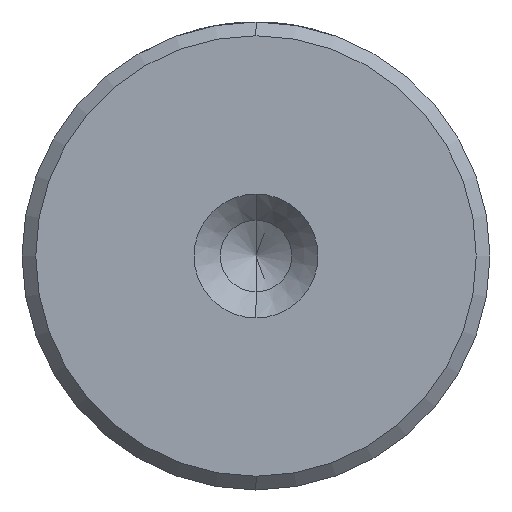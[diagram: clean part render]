
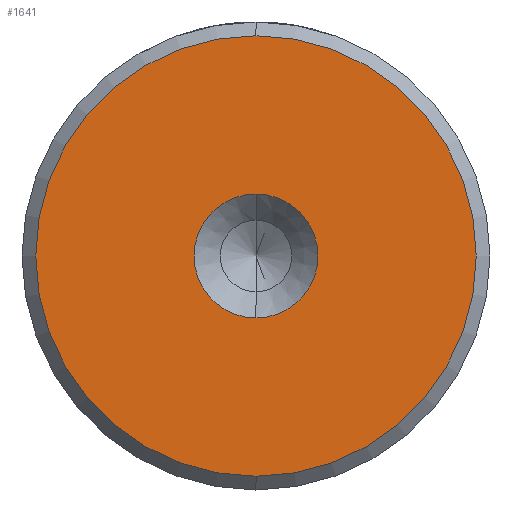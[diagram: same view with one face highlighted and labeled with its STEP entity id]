
A CAD part, left-side view. The second image highlights one B-rep face of the part: STEP entity #1641.
In plain terms, the highlighted planar face has unit normal (-1, 0, 0).
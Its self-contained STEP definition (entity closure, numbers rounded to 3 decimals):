
#52 = VERTEX_POINT ( 'NONE', #300 ) ;
#165 = CARTESIAN_POINT ( 'NONE',  ( 0., 0., 2.25 ) ) ;
#232 = ORIENTED_EDGE ( 'NONE', *, *, #1457, .T. ) ;
#237 = DIRECTION ( 'NONE',  ( 0., 0., 1. ) ) ;
#300 = CARTESIAN_POINT ( 'NONE',  ( 0., 0., -8. ) ) ;
#305 = CIRCLE ( 'NONE', #1960, 2.25 ) ;
#323 = ORIENTED_EDGE ( 'NONE', *, *, #495, .T. ) ;
#332 = CIRCLE ( 'NONE', #1585, 2.25 ) ;
#401 = FACE_OUTER_BOUND ( 'NONE', #1850, .T. ) ;
#446 = DIRECTION ( 'NONE',  ( -1., 0., 0. ) ) ;
#495 = EDGE_CURVE ( 'NONE', #52, #2214, #2138, .T. ) ;
#591 = DIRECTION ( 'NONE',  ( -1., 0., 0. ) ) ;
#643 = DIRECTION ( 'NONE',  ( -1., 0., 0. ) ) ;
#779 = CARTESIAN_POINT ( 'NONE',  ( 0., 0., 0. ) ) ;
#782 = DIRECTION ( 'NONE',  ( -1., 0., 0. ) ) ;
#807 = EDGE_LOOP ( 'NONE', ( #871, #1982 ) ) ;
#828 = VERTEX_POINT ( 'NONE', #165 ) ;
#871 = ORIENTED_EDGE ( 'NONE', *, *, #1766, .F. ) ;
#874 = AXIS2_PLACEMENT_3D ( 'NONE', #1627, #1477, #1452 ) ;
#901 = CIRCLE ( 'NONE', #1071, 8. ) ;
#1013 = EDGE_CURVE ( 'NONE', #1079, #828, #332, .T. ) ;
#1071 = AXIS2_PLACEMENT_3D ( 'NONE', #1482, #446, #1660 ) ;
#1079 = VERTEX_POINT ( 'NONE', #2160 ) ;
#1257 = AXIS2_PLACEMENT_3D ( 'NONE', #779, #591, #237 ) ;
#1283 = PLANE ( 'NONE',  #1257 ) ;
#1285 = CARTESIAN_POINT ( 'NONE',  ( 0., 0., 8. ) ) ;
#1452 = DIRECTION ( 'NONE',  ( 0., 0., 1. ) ) ;
#1457 = EDGE_CURVE ( 'NONE', #2214, #52, #901, .T. ) ;
#1477 = DIRECTION ( 'NONE',  ( -1., 0., 0. ) ) ;
#1482 = CARTESIAN_POINT ( 'NONE',  ( 0., 0., 0. ) ) ;
#1585 = AXIS2_PLACEMENT_3D ( 'NONE', #1804, #782, #1979 ) ;
#1627 = CARTESIAN_POINT ( 'NONE',  ( 0., 0., 0. ) ) ;
#1641 = ADVANCED_FACE ( 'NONE', ( #401, #1794 ), #1283, .T. ) ;
#1660 = DIRECTION ( 'NONE',  ( 0., 0., 1. ) ) ;
#1675 = CARTESIAN_POINT ( 'NONE',  ( 0., 0., 0. ) ) ;
#1766 = EDGE_CURVE ( 'NONE', #828, #1079, #305, .T. ) ;
#1794 = FACE_BOUND ( 'NONE', #807, .T. ) ;
#1804 = CARTESIAN_POINT ( 'NONE',  ( 0., 0., 0. ) ) ;
#1850 = EDGE_LOOP ( 'NONE', ( #323, #232 ) ) ;
#1852 = DIRECTION ( 'NONE',  ( 0., 0., 1. ) ) ;
#1960 = AXIS2_PLACEMENT_3D ( 'NONE', #1675, #643, #1852 ) ;
#1979 = DIRECTION ( 'NONE',  ( 0., 0., 1. ) ) ;
#1982 = ORIENTED_EDGE ( 'NONE', *, *, #1013, .F. ) ;
#2138 = CIRCLE ( 'NONE', #874, 8. ) ;
#2160 = CARTESIAN_POINT ( 'NONE',  ( 0., 0., -2.25 ) ) ;
#2214 = VERTEX_POINT ( 'NONE', #1285 ) ;
